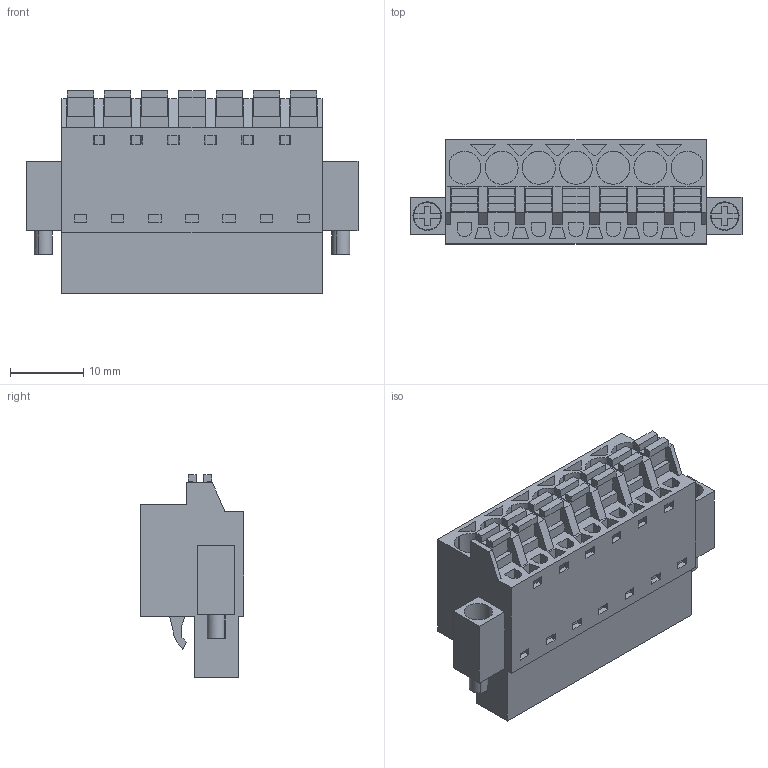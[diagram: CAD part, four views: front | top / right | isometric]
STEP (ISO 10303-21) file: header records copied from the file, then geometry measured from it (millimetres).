
FILE_DESCRIPTION(('CATIA V5 STEP Exchange','CAx-IF Rec.Pracs.--- Model Styling and Organization---1.2---2011-12-15'),'2;1');
FILE_NAME ('D1446499_0_1012690000_1012690000.stp','2017-04-28T12:04:28+00:00',('none'),('Weidmueller'),'CATIA Version 5-6 Release 2014','CATIA V5 STEP AP214','none');
FILE_SCHEMA(('AUTOMOTIVE_DESIGN { 1 0 10303 214 1 1 1 1 }'));
Length unit declared in the file: millimetre
Products named in the file (1): 1012690000
Bounding box: 45.36 x 14.2 x 27.73 mm (x, y, z)
Volume: 8814.1 mm3; surface area: 6641.4 mm2
Topology: 10 solids, 10 shells, 585 faces, 1646 edges, 1138 vertices
Faces by surface type: plane 514, cylinder 70, extrusion 1
Entity records: 18730 total; most frequent: CARTESIAN_POINT 3640, ORIENTED_EDGE 3292, DIRECTION 2415, EDGE_CURVE 1646, VECTOR 1497, LINE 1496, VERTEX_POINT 1138, EDGE_LOOP 670
